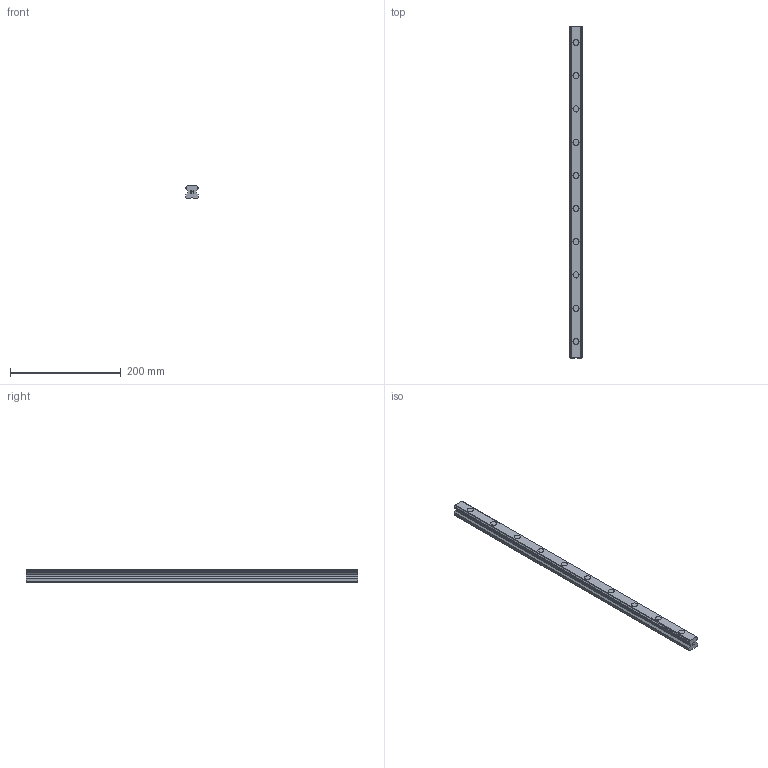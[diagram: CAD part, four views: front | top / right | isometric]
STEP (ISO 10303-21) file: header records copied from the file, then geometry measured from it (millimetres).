
FILE_DESCRIPTION(('STEP AP214'),'1');
FILE_NAME('cctmp_012ACE0C-4256-48A7-BB9A-EF75AB8D1D08_2020_5_28_14_17_50_642..stp','2020-05-28T12:17:50',('HIWIN GmbH'),('CADClick - www.CADClick.com'),'Spatial InterOp 3D',' ','unknown authorization');
FILE_SCHEMA(('AUTOMOTIVE_DESIGN'));
Length unit declared in the file: millimetre
Products named in the file (1): HGR25R600H_FILE
Bounding box: 23 x 600 x 22 mm (x, y, z)
Volume: 249441.5 mm3; surface area: 62331.5 mm2
Topology: 1 solids, 1 shells, 231 faces, 615 edges, 410 vertices
Faces by surface type: plane 149, cylinder 82
Entity records: 9145 total; most frequent: DIRECTION 1323, CARTESIAN_POINT 1257, ORIENTED_EDGE 1230, EDGE_CURVE 615, AXIS2_PLACEMENT_3D 476, VERTEX_POINT 410, LINE 371, VECTOR 371
